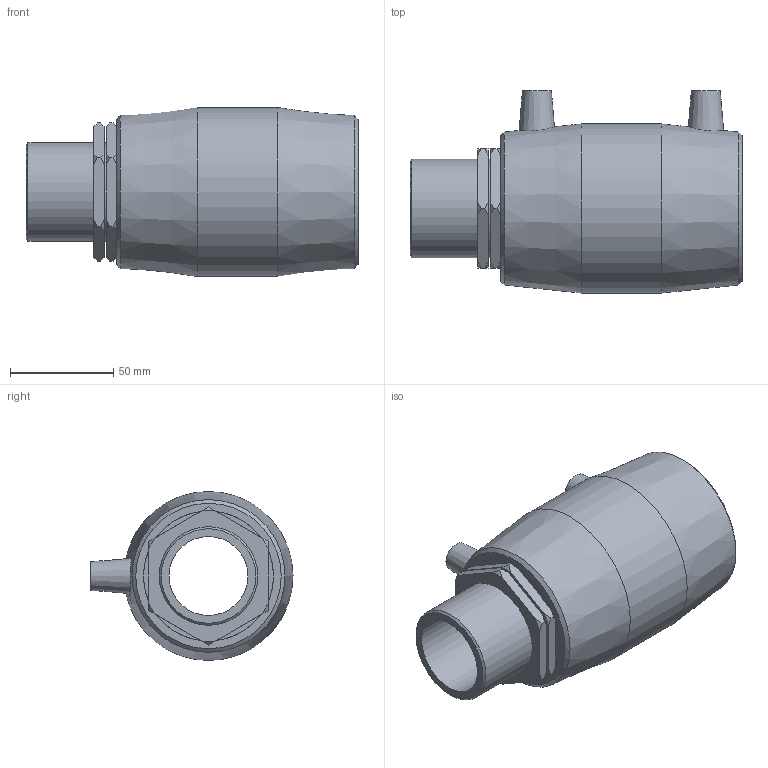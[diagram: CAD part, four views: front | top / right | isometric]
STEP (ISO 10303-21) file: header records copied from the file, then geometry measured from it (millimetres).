
FILE_DESCRIPTION(/* description */ ('PLASSON PE MALE TRANSITION COUPLER 63-1.1/2"'),/* implementation_level */ '2;1');
FILE_NAME(/* name */ '497104063015.ipt.stp',/* time_stamp */ '2017-11-06T09:20:38+02:00',/* author */ ('KIM'),/* organization */ (''),/* preprocessor_version */ 'ST-DEVELOPER v15.6',/* originating_system */ 'Autodesk Inventor 2015',/* authorisation */ '');
FILE_SCHEMA (('AUTOMOTIVE_DESIGN { 1 0 10303 214 3 1 1 }'));
Length unit declared in the file: millimetre
Products named in the file (1): 497104063015
Bounding box: 161 x 98 x 82 mm (x, y, z)
Volume: 330468.3 mm3; surface area: 76756.1 mm2
Topology: 1 solids, 2 shells, 86 faces, 199 edges, 127 vertices
Faces by surface type: plane 40, cone 33, cylinder 13
Full cylindrical faces by diameter (mm): 4 x2, 10 x2, 38.242 x1, 47.803 x2, 48 x1, 63 x4, 82 x1
Entity records: 2298 total; most frequent: CARTESIAN_POINT 537, DIRECTION 362, ORIENTED_EDGE 336, EDGE_CURVE 168, AXIS2_PLACEMENT_3D 157, EDGE_LOOP 124, VERTEX_POINT 120, FACE_OUTER_BOUND 86
